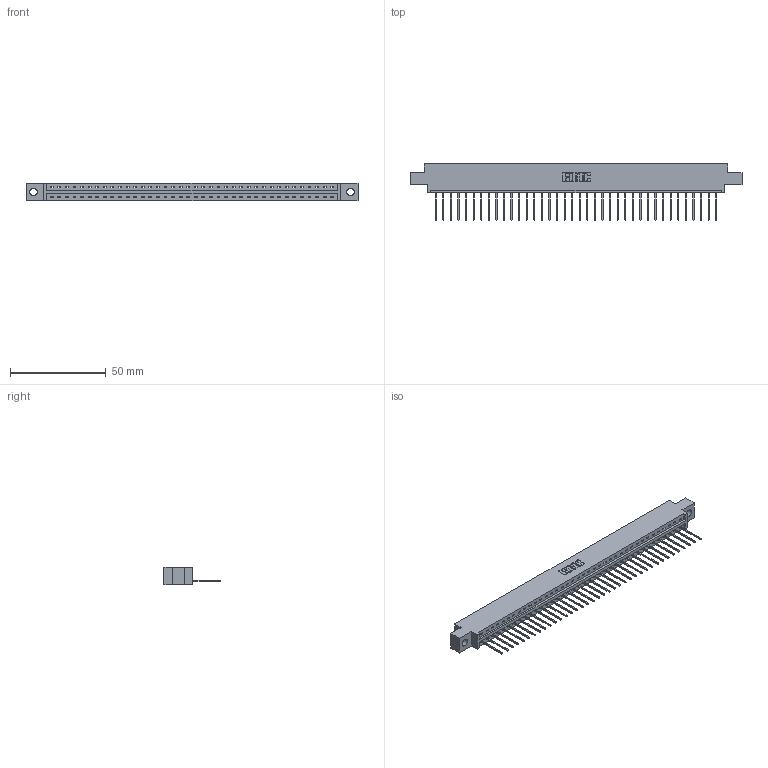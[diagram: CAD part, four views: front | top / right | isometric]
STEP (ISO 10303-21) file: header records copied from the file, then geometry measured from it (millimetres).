
FILE_DESCRIPTION (( 'STEP AP203' ), '1' );
FILE_NAME ('837-038-540-604.STEP', '2021-08-04T15:03:07', ( '' ), ( '' ), 'SwSTEP 2.0', 'SolidWorks 2020', '' );
FILE_SCHEMA (( 'CONFIG_CONTROL_DESIGN' ));
Length unit declared in the file: inch
Products named in the file (3): 837-038-540-604; 837 Part_0.170 Offset - 0.156 Dia-TH; 345-292-001_345-293-140
Assembly tree (39 placements, depth 2):
  837-038-540-604
    837 Part_0.170 Offset - 0.156 Dia-TH
    345-292-001_345-293-140  x38
Bounding box: 173.58 x 29.47 x 9.4 mm (x, y, z)
Volume: 17837.1 mm3; surface area: 18683.5 mm2
Topology: 39 solids, 39 shells, 2474 faces, 7467 edges, 4926 vertices
Faces by surface type: plane 1822, cylinder 652
Entity records: 28917 total; most frequent: CARTESIAN_POINT 5044, ORIENTED_EDGE 5018, DIRECTION 4253, EDGE_CURVE 2509, VECTOR 2381, LINE 2381, VERTEX_POINT 1670, AXIS2_PLACEMENT_3D 936
